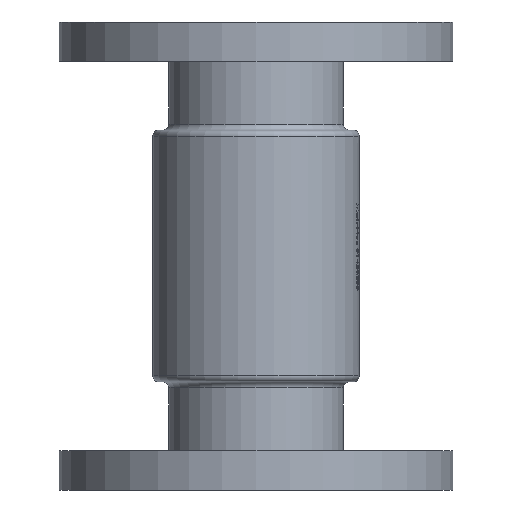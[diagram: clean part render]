
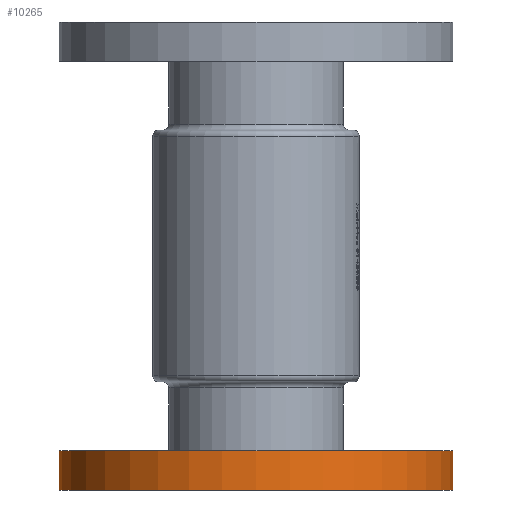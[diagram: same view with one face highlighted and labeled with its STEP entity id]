
A CAD part, front view. The second image highlights one B-rep face of the part: STEP entity #10265.
In plain terms, the highlighted cylindrical face has radius 100 mm (diameter 200 mm), a partial arc.
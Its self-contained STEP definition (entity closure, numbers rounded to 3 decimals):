
#1821 = CARTESIAN_POINT ( 'NONE',  ( 100., 0., -238. ) ) ;
#2550 = AXIS2_PLACEMENT_3D ( 'NONE', #12173, #6830, #26637 ) ;
#2569 = AXIS2_PLACEMENT_3D ( 'NONE', #10386, #20419, #15263 ) ;
#4242 = ORIENTED_EDGE ( 'NONE', *, *, #19438, .F. ) ;
#4656 = DIRECTION ( 'NONE',  ( 0., 0., -1. ) ) ;
#4875 = VERTEX_POINT ( 'NONE', #12150 ) ;
#4941 = ORIENTED_EDGE ( 'NONE', *, *, #11207, .F. ) ;
#5391 = DIRECTION ( 'NONE',  ( 1., 0., 0. ) ) ;
#5567 = VECTOR ( 'NONE', #9504, 1000. ) ;
#6471 = CARTESIAN_POINT ( 'NONE',  ( -100., 0., -238. ) ) ;
#6830 = DIRECTION ( 'NONE',  ( 0., 0., -1. ) ) ;
#7456 = CYLINDRICAL_SURFACE ( 'NONE', #2550, 100. ) ;
#9034 = ORIENTED_EDGE ( 'NONE', *, *, #19735, .T. ) ;
#9175 = CARTESIAN_POINT ( 'NONE',  ( 100., 0., -238. ) ) ;
#9504 = DIRECTION ( 'NONE',  ( 0., 0., -1. ) ) ;
#9621 = VERTEX_POINT ( 'NONE', #6471 ) ;
#9734 = CIRCLE ( 'NONE', #18252, 100. ) ;
#10265 = ADVANCED_FACE ( 'NONE', ( #14380 ), #7456, .T. ) ;
#10386 = CARTESIAN_POINT ( 'NONE',  ( 0., 0., -218. ) ) ;
#11058 = EDGE_CURVE ( 'NONE', #24675, #9621, #11872, .T. ) ;
#11207 = EDGE_CURVE ( 'NONE', #24675, #4875, #29658, .T. ) ;
#11872 = LINE ( 'NONE', #31029, #5567 ) ;
#12150 = CARTESIAN_POINT ( 'NONE',  ( 100., 0., -218. ) ) ;
#12173 = CARTESIAN_POINT ( 'NONE',  ( 0., 0., -238. ) ) ;
#14380 = FACE_OUTER_BOUND ( 'NONE', #14927, .T. ) ;
#14927 = EDGE_LOOP ( 'NONE', ( #4941, #30635, #9034, #4242 ) ) ;
#15263 = DIRECTION ( 'NONE',  ( 1., 0., 0. ) ) ;
#18252 = AXIS2_PLACEMENT_3D ( 'NONE', #26935, #21915, #5391 ) ;
#19438 = EDGE_CURVE ( 'NONE', #4875, #27745, #23368, .T. ) ;
#19735 = EDGE_CURVE ( 'NONE', #9621, #27745, #9734, .T. ) ;
#20419 = DIRECTION ( 'NONE',  ( 0., 0., 1. ) ) ;
#21915 = DIRECTION ( 'NONE',  ( 0., 0., 1. ) ) ;
#23368 = LINE ( 'NONE', #1821, #24815 ) ;
#24675 = VERTEX_POINT ( 'NONE', #27700 ) ;
#24815 = VECTOR ( 'NONE', #4656, 1000. ) ;
#26637 = DIRECTION ( 'NONE',  ( 1., 0., 0. ) ) ;
#26935 = CARTESIAN_POINT ( 'NONE',  ( 0., 0., -238. ) ) ;
#27700 = CARTESIAN_POINT ( 'NONE',  ( -100., 0., -218. ) ) ;
#27745 = VERTEX_POINT ( 'NONE', #9175 ) ;
#29658 = CIRCLE ( 'NONE', #2569, 100. ) ;
#30635 = ORIENTED_EDGE ( 'NONE', *, *, #11058, .T. ) ;
#31029 = CARTESIAN_POINT ( 'NONE',  ( -100., 0., -238. ) ) ;
